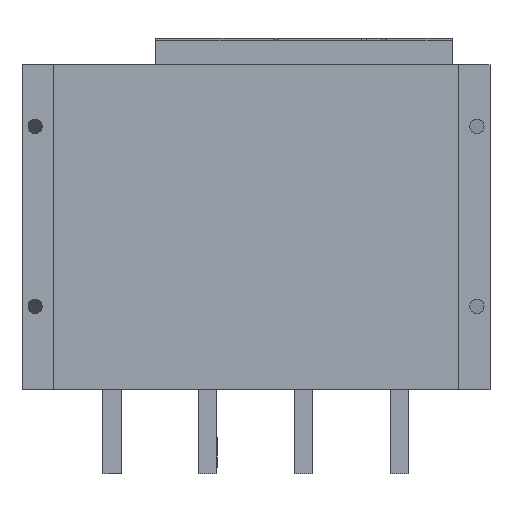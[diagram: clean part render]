
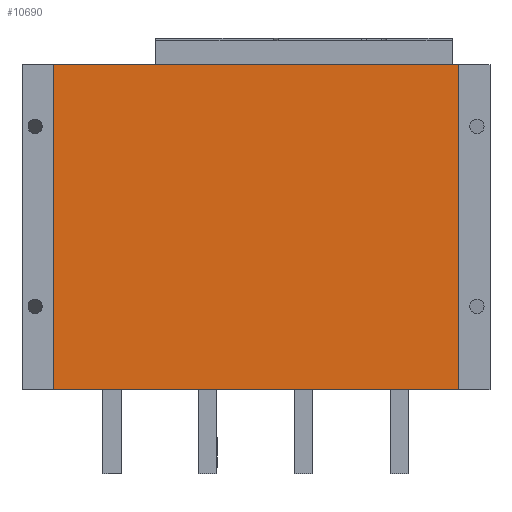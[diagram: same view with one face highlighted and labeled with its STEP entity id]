
A CAD part, front view. The second image highlights one B-rep face of the part: STEP entity #10690.
In plain terms, the highlighted planar face has unit normal (0, -1, 0).
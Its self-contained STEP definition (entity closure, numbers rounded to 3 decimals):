
#818 = ORIENTED_EDGE ( 'NONE', *, *, #16764, .F. ) ;
#1098 = DIRECTION ( 'NONE',  ( 0., -1., 0. ) ) ;
#1253 = CARTESIAN_POINT ( 'NONE',  ( 169., 0., 0. ) ) ;
#2162 = CARTESIAN_POINT ( 'NONE',  ( 169., 0., -271. ) ) ;
#2311 = EDGE_CURVE ( 'NONE', #5568, #4481, #4690, .T. ) ;
#2874 = CARTESIAN_POINT ( 'NONE',  ( 169., 0., -271. ) ) ;
#3836 = LINE ( 'NONE', #16233, #12306 ) ;
#4316 = CARTESIAN_POINT ( 'NONE',  ( -169., 0., 0. ) ) ;
#4481 = VERTEX_POINT ( 'NONE', #4316 ) ;
#4566 = DIRECTION ( 'NONE',  ( 1., 0., 0. ) ) ;
#4667 = CARTESIAN_POINT ( 'NONE',  ( 169., 0., -271. ) ) ;
#4690 = LINE ( 'NONE', #17290, #12318 ) ;
#5568 = VERTEX_POINT ( 'NONE', #13416 ) ;
#6111 = LINE ( 'NONE', #4667, #14426 ) ;
#6505 = EDGE_CURVE ( 'NONE', #5568, #9266, #6111, .T. ) ;
#6999 = LINE ( 'NONE', #2162, #9879 ) ;
#8833 = VERTEX_POINT ( 'NONE', #1253 ) ;
#9180 = EDGE_CURVE ( 'NONE', #9266, #8833, #6999, .T. ) ;
#9266 = VERTEX_POINT ( 'NONE', #2874 ) ;
#9444 = DIRECTION ( 'NONE',  ( 0., 0., 1. ) ) ;
#9879 = VECTOR ( 'NONE', #17940, 1000. ) ;
#10066 = EDGE_LOOP ( 'NONE', ( #818, #16816, #16162, #15491 ) ) ;
#10690 = ADVANCED_FACE ( 'NONE', ( #16987 ), #15244, .T. ) ;
#12306 = VECTOR ( 'NONE', #18060, 1000. ) ;
#12318 = VECTOR ( 'NONE', #9444, 1000. ) ;
#13416 = CARTESIAN_POINT ( 'NONE',  ( -169., 0., -271. ) ) ;
#13797 = CARTESIAN_POINT ( 'NONE',  ( 169., 0., -271. ) ) ;
#14426 = VECTOR ( 'NONE', #4566, 1000. ) ;
#15244 = PLANE ( 'NONE',  #18590 ) ;
#15443 = DIRECTION ( 'NONE',  ( 1., 0., 0. ) ) ;
#15491 = ORIENTED_EDGE ( 'NONE', *, *, #9180, .T. ) ;
#16162 = ORIENTED_EDGE ( 'NONE', *, *, #6505, .T. ) ;
#16233 = CARTESIAN_POINT ( 'NONE',  ( 169., 0., 0. ) ) ;
#16764 = EDGE_CURVE ( 'NONE', #4481, #8833, #3836, .T. ) ;
#16816 = ORIENTED_EDGE ( 'NONE', *, *, #2311, .F. ) ;
#16987 = FACE_OUTER_BOUND ( 'NONE', #10066, .T. ) ;
#17290 = CARTESIAN_POINT ( 'NONE',  ( -169., 0., -271. ) ) ;
#17940 = DIRECTION ( 'NONE',  ( 0., 0., 1. ) ) ;
#18060 = DIRECTION ( 'NONE',  ( 1., 0., 0. ) ) ;
#18590 = AXIS2_PLACEMENT_3D ( 'NONE', #13797, #1098, #15443 ) ;
